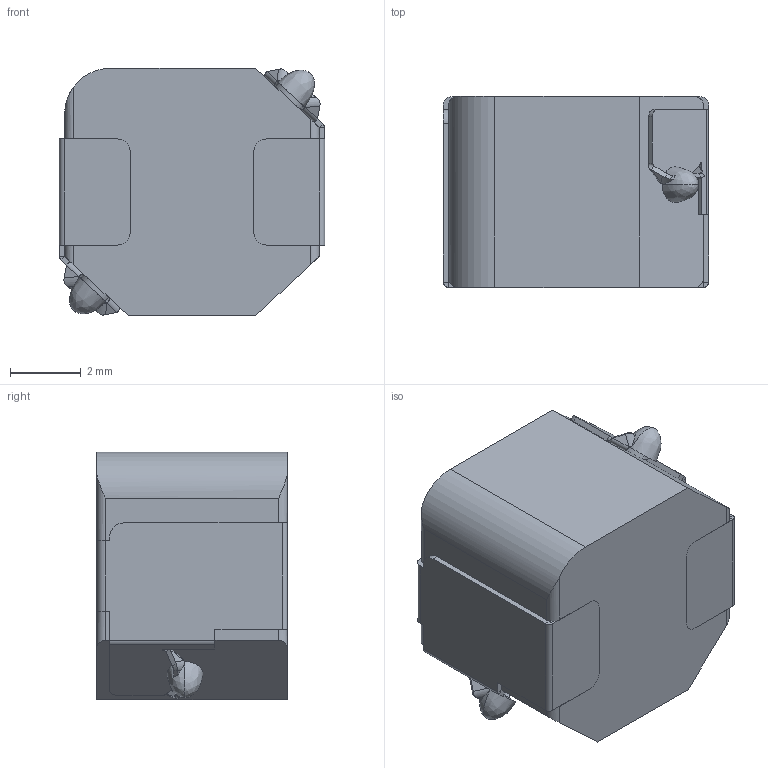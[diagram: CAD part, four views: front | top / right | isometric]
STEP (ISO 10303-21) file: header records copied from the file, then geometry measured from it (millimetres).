
FILE_DESCRIPTION (( 'STEP AP214' ), '1' );
FILE_NAME ('SPM7054VT-101M-D.STEP', '2022-03-07T09:39:57', ( '' ), ( '' ), 'SwSTEP 2.0', 'SolidWorks 2017', '' );
FILE_SCHEMA (( 'AUTOMOTIVE_DESIGN' ));
Length unit declared in the file: millimetre
Products named in the file (1): SPM7054VT-101M-D
Bounding box: 7.5 x 5.4 x 7 mm (x, y, z)
Volume: 252.8 mm3; surface area: 361.8 mm2
Topology: 5 solids, 5 shells, 218 faces, 574 edges, 354 vertices
Faces by surface type: plane 119, cylinder 75, bspline 24
Entity records: 7332 total; most frequent: CARTESIAN_POINT 2297, ORIENTED_EDGE 1124, DIRECTION 904, EDGE_CURVE 562, VERTEX_POINT 354, AXIS2_PLACEMENT_3D 303, VECTOR 298, LINE 298
